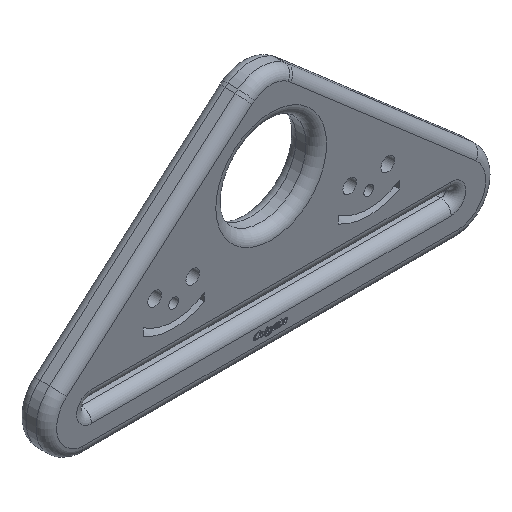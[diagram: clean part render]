
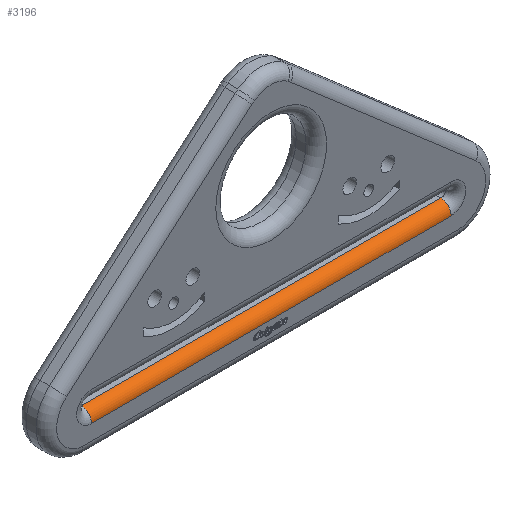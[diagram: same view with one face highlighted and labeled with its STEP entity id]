
A CAD part, isometric view. The second image highlights one B-rep face of the part: STEP entity #3196.
In plain terms, the highlighted cylindrical face has radius 1.717 mm (diameter 3.434 mm), a partial arc.
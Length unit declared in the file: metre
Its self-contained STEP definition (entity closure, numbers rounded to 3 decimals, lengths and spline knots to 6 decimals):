
#54=CYLINDRICAL_SURFACE('',#3645,0.001717);
#373=CIRCLE('',#3641,0.001717);
#376=CIRCLE('',#3646,0.001717);
#787=ORIENTED_EDGE('',*,*,#1707,.T.);
#788=ORIENTED_EDGE('',*,*,#1685,.F.);
#789=ORIENTED_EDGE('',*,*,#1710,.F.);
#790=ORIENTED_EDGE('',*,*,#1448,.F.);
#1448=EDGE_CURVE('',#1938,#1939,#2230,.F.);
#1685=EDGE_CURVE('',#2168,#2166,#2309,.T.);
#1707=EDGE_CURVE('',#1938,#2166,#373,.T.);
#1710=EDGE_CURVE('',#1939,#2168,#376,.T.);
#1938=VERTEX_POINT('',#5067);
#1939=VERTEX_POINT('',#5068);
#2166=VERTEX_POINT('',#5537);
#2168=VERTEX_POINT('',#5543);
#2230=LINE('',#5066,#2450);
#2309=LINE('',#5544,#2529);
#2450=VECTOR('',#3933,1.);
#2529=VECTOR('',#4348,1.);
#2735=EDGE_LOOP('',(#787,#788,#789,#790));
#2963=FACE_BOUND('',#2735,.T.);
#3196=ADVANCED_FACE('',(#2963),#54,.T.);
#3641=AXIS2_PLACEMENT_3D('',#5597,#4420,#4421);
#3645=AXIS2_PLACEMENT_3D('',#5601,#4428,#4429);
#3646=AXIS2_PLACEMENT_3D('',#5602,#4430,#4431);
#3933=DIRECTION('',(1.,0.,0.));
#4348=DIRECTION('',(1.,0.,0.));
#4420=DIRECTION('',(-1.,0.,0.));
#4421=DIRECTION('',(0.,0.,1.));
#4428=DIRECTION('',(1.,0.,0.));
#4429=DIRECTION('',(0.,0.,-1.));
#4430=DIRECTION('',(-1.,0.,0.));
#4431=DIRECTION('',(0.,0.,1.));
#5066=CARTESIAN_POINT('',(0.,-0.00508,-0.012777));
#5067=CARTESIAN_POINT('',(0.030035,-0.00508,-0.012777));
#5068=CARTESIAN_POINT('',(-0.030011,-0.00508,-0.012777));
#5537=CARTESIAN_POINT('',(0.030035,-0.003363,-0.01106));
#5543=CARTESIAN_POINT('',(-0.030011,-0.003363,-0.01106));
#5544=CARTESIAN_POINT('',(0.000012,-0.003363,-0.01106));
#5597=CARTESIAN_POINT('',(0.030035,-0.003363,-0.012777));
#5601=CARTESIAN_POINT('',(0.000012,-0.003363,-0.012777));
#5602=CARTESIAN_POINT('',(-0.030011,-0.003363,-0.012777));
